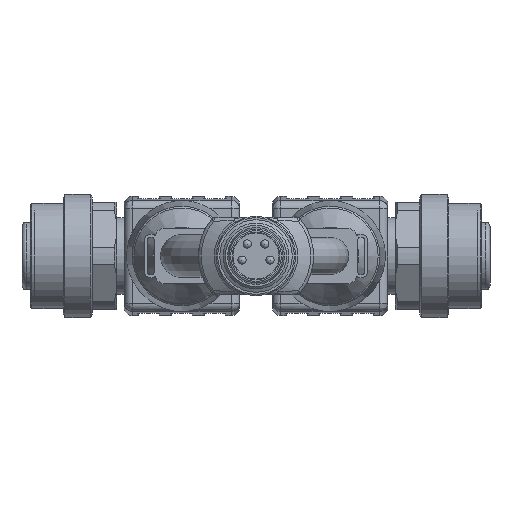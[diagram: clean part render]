
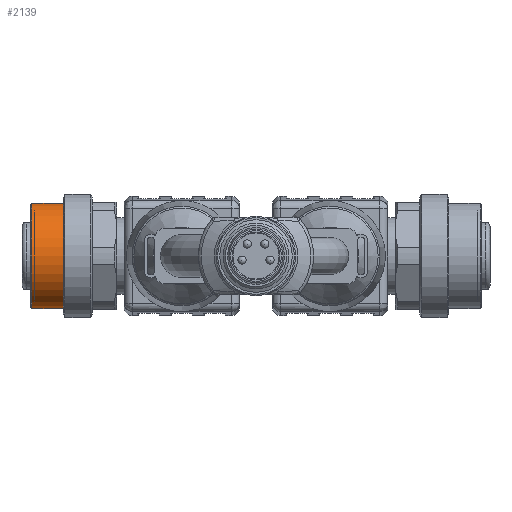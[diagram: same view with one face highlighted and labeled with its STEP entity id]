
A CAD part, left-side view. The second image highlights one B-rep face of the part: STEP entity #2139.
In plain terms, the highlighted cylindrical face has radius 6.4 mm (diameter 12.8 mm), a full revolution.
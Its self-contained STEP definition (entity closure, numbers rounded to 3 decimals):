
#1449=CYLINDRICAL_SURFACE('',#17948,6.4);
#2139=ADVANCED_FACE('',(#5886,#5887),#1449,.T.);
#5886=FACE_BOUND('',#6695,.T.);
#5887=FACE_BOUND('',#6696,.T.);
#6695=EDGE_LOOP('',(#9884));
#6696=EDGE_LOOP('',(#9885));
#9884=ORIENTED_EDGE('',*,*,#14890,.T.);
#9885=ORIENTED_EDGE('',*,*,#14891,.T.);
#12864=VERTEX_POINT('',#29943);
#12865=VERTEX_POINT('',#29945);
#14890=EDGE_CURVE('',#12864,#12864,#16540,.T.);
#14891=EDGE_CURVE('',#12865,#12865,#16541,.T.);
#16540=CIRCLE('',#17946,6.4);
#16541=CIRCLE('',#17947,6.4);
#17946=AXIS2_PLACEMENT_3D('',#29942,#21456,#21457);
#17947=AXIS2_PLACEMENT_3D('',#29944,#21458,#21459);
#17948=AXIS2_PLACEMENT_3D('',#29946,#21460,#21461);
#21456=DIRECTION('',(0.,-1.,0.));
#21457=DIRECTION('',(-1.,0.,0.));
#21458=DIRECTION('',(0.,1.,0.));
#21459=DIRECTION('',(0.,0.,-1.));
#21460=DIRECTION('',(0.,1.,0.));
#21461=DIRECTION('',(0.,0.,-1.));
#29942=CARTESIAN_POINT('',(104.3,27.2,0.));
#29943=CARTESIAN_POINT('',(97.9,27.2,0.));
#29944=CARTESIAN_POINT('',(104.3,23.4,0.));
#29945=CARTESIAN_POINT('',(104.3,23.4,-6.4));
#29946=CARTESIAN_POINT('',(104.3,27.4,0.));
